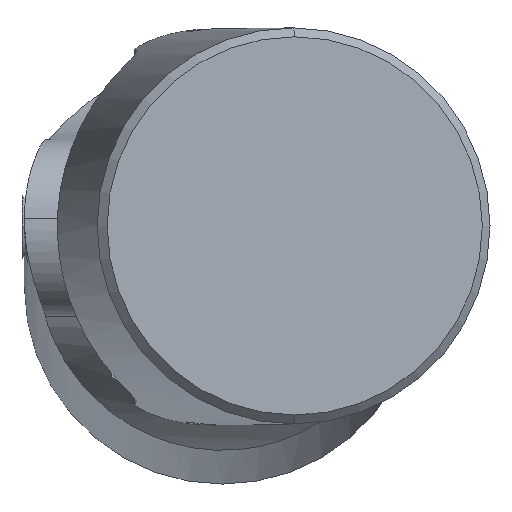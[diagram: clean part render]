
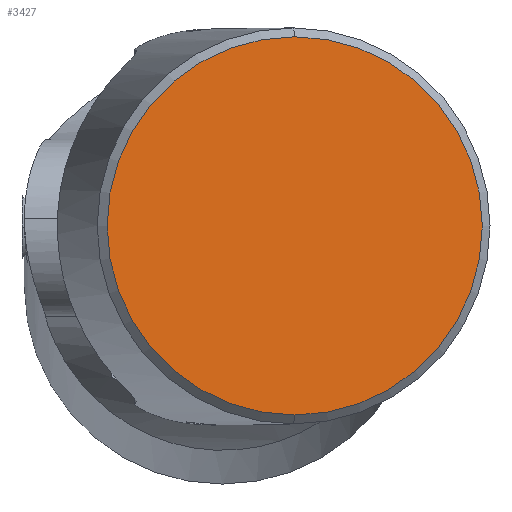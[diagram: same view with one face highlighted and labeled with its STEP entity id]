
A CAD part, top view. The second image highlights one B-rep face of the part: STEP entity #3427.
In plain terms, the highlighted face is planar.
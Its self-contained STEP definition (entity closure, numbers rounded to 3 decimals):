
#6=CARTESIAN_POINT('',(0.,0.,0.));
#7=DIRECTION('',(0.,0.,1.));
#8=DIRECTION('',(-1.,0.,0.));
#9=AXIS2_PLACEMENT_3D('',#6,#7,#8);
#11=CARTESIAN_POINT('',(0.,0.,0.));
#12=DIRECTION('',(0.,0.,1.));
#13=DIRECTION('',(1.,0.,0.));
#14=AXIS2_PLACEMENT_3D('',#11,#12,#13);
#3336=CARTESIAN_POINT('',(21.225,0.,0.));
#3337=CARTESIAN_POINT('',(-21.225,0.,0.));
#3338=VERTEX_POINT('',#3336);
#3339=VERTEX_POINT('',#3337);
#3417=CARTESIAN_POINT('',(0.,0.,0.));
#3418=DIRECTION('',(0.,0.,1.));
#3419=DIRECTION('',(1.,0.,0.));
#3420=AXIS2_PLACEMENT_3D('',#3417,#3418,#3419);
#3421=PLANE('',#3420);
#3423=ORIENTED_EDGE('',*,*,#3422,.T.);
#3424=ORIENTED_EDGE('',*,*,#3406,.T.);
#3425=EDGE_LOOP('',(#3423,#3424));
#3426=FACE_OUTER_BOUND('',#3425,.F.);
#3427=ADVANCED_FACE('',(#3426),#3421,.F.);
#10=CIRCLE('',#9,21.225);
#15=CIRCLE('',#14,21.225);
#3406=EDGE_CURVE('',#3338,#3339,#15,.T.);
#3422=EDGE_CURVE('',#3339,#3338,#10,.T.);
